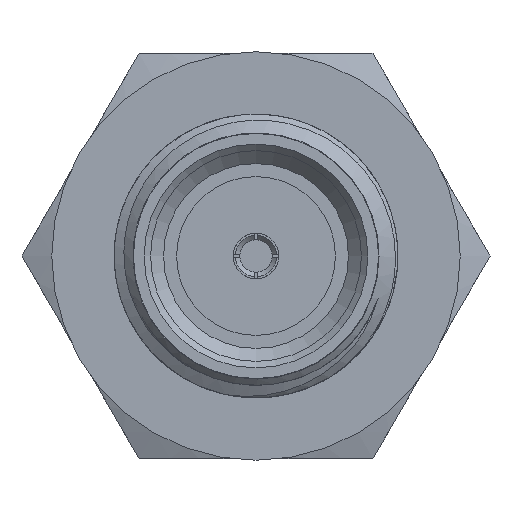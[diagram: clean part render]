
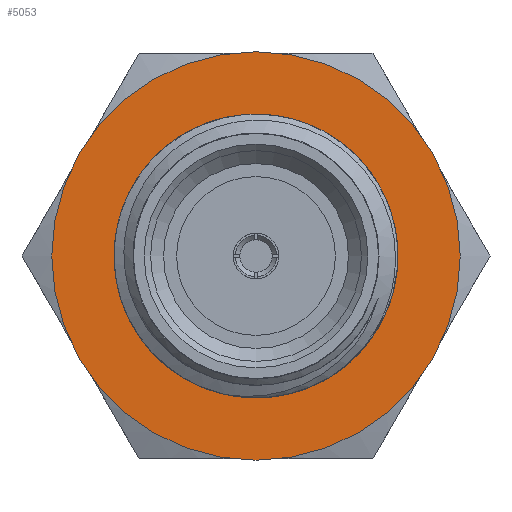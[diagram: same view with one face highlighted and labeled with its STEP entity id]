
A CAD part, left-side view. The second image highlights one B-rep face of the part: STEP entity #5053.
In plain terms, the highlighted planar face has unit normal (-1, 0, 0).
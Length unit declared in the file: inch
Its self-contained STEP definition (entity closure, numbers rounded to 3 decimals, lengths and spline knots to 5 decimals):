
#491 = CARTESIAN_POINT ( 'NONE',  ( -1.64773, 0.18896, 0. ) ) ;
#1741 = VERTEX_POINT ( 'NONE', #9172 ) ;
#2363 = EDGE_CURVE ( 'NONE', #12846, #12846, #9010, .T. ) ;
#3193 = PLANE ( 'NONE',  #8694 ) ;
#3580 = CARTESIAN_POINT ( 'NONE',  ( -1.64773, 0., 0. ) ) ;
#3854 = EDGE_LOOP ( 'NONE', ( #4465 ) ) ;
#3982 = CARTESIAN_POINT ( 'NONE',  ( -1.64773, 0.31496, 0. ) ) ;
#4033 = AXIS2_PLACEMENT_3D ( 'NONE', #3580, #12357, #7553 ) ;
#4465 = ORIENTED_EDGE ( 'NONE', *, *, #2363, .F. ) ;
#4501 = DIRECTION ( 'NONE',  ( 0., 1., 0. ) ) ;
#5053 = ADVANCED_FACE ( 'NONE', ( #14527, #14288 ), #3193, .T. ) ;
#7418 = EDGE_LOOP ( 'NONE', ( #15097 ) ) ;
#7553 = DIRECTION ( 'NONE',  ( 0., 1., 0. ) ) ;
#7996 = CIRCLE ( 'NONE', #4033, 0.18896 ) ;
#8694 = AXIS2_PLACEMENT_3D ( 'NONE', #491, #15862, #4501 ) ;
#9010 = CIRCLE ( 'NONE', #11123, 0.31496 ) ;
#9172 = CARTESIAN_POINT ( 'NONE',  ( -1.64773, 0.18896, 0. ) ) ;
#10073 = CARTESIAN_POINT ( 'NONE',  ( -1.64773, 0., 0. ) ) ;
#11123 = AXIS2_PLACEMENT_3D ( 'NONE', #10073, #12811, #15225 ) ;
#12357 = DIRECTION ( 'NONE',  ( 1., 0., 0. ) ) ;
#12811 = DIRECTION ( 'NONE',  ( 1., 0., 0. ) ) ;
#12846 = VERTEX_POINT ( 'NONE', #3982 ) ;
#14288 = FACE_BOUND ( 'NONE', #7418, .T. ) ;
#14527 = FACE_OUTER_BOUND ( 'NONE', #3854, .T. ) ;
#15097 = ORIENTED_EDGE ( 'NONE', *, *, #16222, .T. ) ;
#15225 = DIRECTION ( 'NONE',  ( 0., 1., 0. ) ) ;
#15862 = DIRECTION ( 'NONE',  ( -1., 0., 0. ) ) ;
#16222 = EDGE_CURVE ( 'NONE', #1741, #1741, #7996, .T. ) ;
